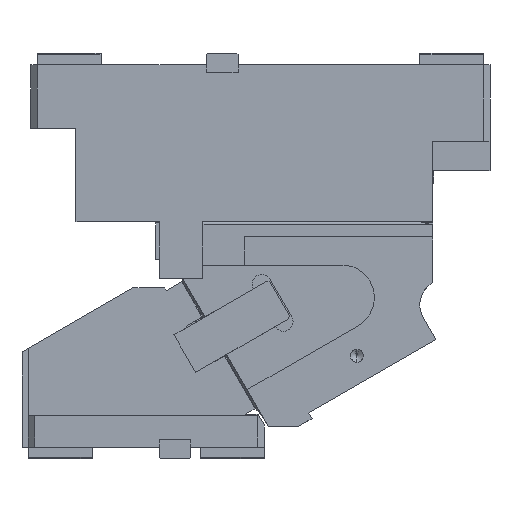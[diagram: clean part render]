
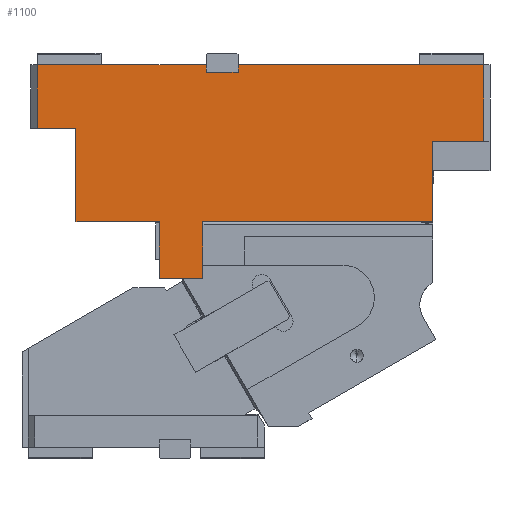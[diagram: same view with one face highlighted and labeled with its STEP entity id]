
A CAD part, front view. The second image highlights one B-rep face of the part: STEP entity #1100.
In plain terms, the highlighted planar face has unit normal (0, -1, 0).
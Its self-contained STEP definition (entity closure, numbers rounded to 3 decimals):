
#129=CARTESIAN_POINT('Line Origine',(71.25,-100.,0.)) ;
#133=CARTESIAN_POINT('Vertex',(5.,-100.,0.)) ;
#135=CARTESIAN_POINT('Vertex',(137.5,-100.,0.)) ;
#505=CARTESIAN_POINT('Vertex',(5.,-100.,-50.)) ;
#510=CARTESIAN_POINT('Line Origine',(5.,-100.,-25.)) ;
#940=CARTESIAN_POINT('Line Origine',(137.5,-100.,-3.)) ;
#944=CARTESIAN_POINT('Vertex',(137.5,-100.,-6.)) ;
#959=CARTESIAN_POINT('Axis2P3D Location',(0.,-100.,0.)) ;
#964=CARTESIAN_POINT('Line Origine',(20.,-100.,-50.)) ;
#968=CARTESIAN_POINT('Vertex',(35.,-100.,-50.)) ;
#971=CARTESIAN_POINT('Line Origine',(35.,-100.,-71.54)) ;
#975=CARTESIAN_POINT('Vertex',(35.,-100.,-93.08)) ;
#978=CARTESIAN_POINT('Line Origine',(35.135,-100.,-93.08)) ;
#982=CARTESIAN_POINT('Vertex',(35.27,-100.,-93.08)) ;
#985=CARTESIAN_POINT('Line Origine',(35.27,-100.,-108.08)) ;
#989=CARTESIAN_POINT('Vertex',(35.27,-100.,-123.08)) ;
#992=CARTESIAN_POINT('Line Origine',(35.77,-100.,-123.08)) ;
#996=CARTESIAN_POINT('Vertex',(36.27,-100.,-123.08)) ;
#1000=CARTESIAN_POINT('Control Point',(100.77,-100.,-123.08)) ;
#1001=CARTESIAN_POINT('Control Point',(36.27,-100.,-123.08)) ;
#1002=CARTESIAN_POINT('Vertex',(100.77,-100.,-123.08)) ;
#1005=CARTESIAN_POINT('Line Origine',(100.77,-100.,-145.33)) ;
#1009=CARTESIAN_POINT('Vertex',(100.77,-100.,-167.58)) ;
#1012=CARTESIAN_POINT('Line Origine',(117.77,-100.,-167.58)) ;
#1016=CARTESIAN_POINT('Vertex',(134.77,-100.,-167.58)) ;
#1019=CARTESIAN_POINT('Line Origine',(134.77,-100.,-145.33)) ;
#1023=CARTESIAN_POINT('Vertex',(134.77,-100.,-123.08)) ;
#1027=CARTESIAN_POINT('Control Point',(315.27,-100.,-123.08)) ;
#1028=CARTESIAN_POINT('Control Point',(134.77,-100.,-123.08)) ;
#1029=CARTESIAN_POINT('Vertex',(315.27,-100.,-123.08)) ;
#1033=CARTESIAN_POINT('Control Point',(315.27,-100.,-93.08)) ;
#1034=CARTESIAN_POINT('Control Point',(315.27,-100.,-123.08)) ;
#1035=CARTESIAN_POINT('Vertex',(315.27,-100.,-93.08)) ;
#1038=CARTESIAN_POINT('Line Origine',(315.27,-100.,-76.59)) ;
#1042=CARTESIAN_POINT('Vertex',(315.27,-100.,-60.1)) ;
#1045=CARTESIAN_POINT('Line Origine',(335.135,-100.,-60.1)) ;
#1049=CARTESIAN_POINT('Vertex',(355.,-100.,-60.1)) ;
#1052=CARTESIAN_POINT('Line Origine',(355.,-100.,-30.05)) ;
#1056=CARTESIAN_POINT('Vertex',(355.,-100.,0.)) ;
#1059=CARTESIAN_POINT('Line Origine',(258.75,-100.,0.)) ;
#1063=CARTESIAN_POINT('Vertex',(162.5,-100.,0.)) ;
#1066=CARTESIAN_POINT('Line Origine',(162.5,-100.,-3.)) ;
#1070=CARTESIAN_POINT('Vertex',(162.5,-100.,-6.)) ;
#1073=CARTESIAN_POINT('Line Origine',(150.,-100.,-6.)) ;
#130=DIRECTION('Vector Direction',(1.,0.,0.)) ;
#511=DIRECTION('Vector Direction',(0.,0.,-1.)) ;
#941=DIRECTION('Vector Direction',(0.,0.,-1.)) ;
#960=DIRECTION('Axis2P3D Direction',(0.,1.,0.)) ;
#961=DIRECTION('Axis2P3D XDirection',(0.,0.,1.)) ;
#965=DIRECTION('Vector Direction',(1.,0.,0.)) ;
#972=DIRECTION('Vector Direction',(0.,0.,-1.)) ;
#979=DIRECTION('Vector Direction',(-1.,0.,0.)) ;
#986=DIRECTION('Vector Direction',(0.,0.,1.)) ;
#993=DIRECTION('Vector Direction',(1.,0.,0.)) ;
#1006=DIRECTION('Vector Direction',(0.,0.,1.)) ;
#1013=DIRECTION('Vector Direction',(1.,0.,0.)) ;
#1020=DIRECTION('Vector Direction',(0.,0.,1.)) ;
#1039=DIRECTION('Vector Direction',(0.,0.,1.)) ;
#1046=DIRECTION('Vector Direction',(1.,0.,0.)) ;
#1053=DIRECTION('Vector Direction',(0.,0.,1.)) ;
#1060=DIRECTION('Vector Direction',(1.,0.,0.)) ;
#1067=DIRECTION('Vector Direction',(0.,0.,-1.)) ;
#1074=DIRECTION('Vector Direction',(-1.,0.,0.)) ;
#962=AXIS2_PLACEMENT_3D('Plane Axis2P3D',#959,#960,#961) ;
#1079=ORIENTED_EDGE('',*,*,#946,.F.) ;
#1080=ORIENTED_EDGE('',*,*,#137,.F.) ;
#1081=ORIENTED_EDGE('',*,*,#514,.T.) ;
#1082=ORIENTED_EDGE('',*,*,#970,.T.) ;
#1083=ORIENTED_EDGE('',*,*,#977,.T.) ;
#1084=ORIENTED_EDGE('',*,*,#984,.F.) ;
#1085=ORIENTED_EDGE('',*,*,#991,.F.) ;
#1086=ORIENTED_EDGE('',*,*,#998,.T.) ;
#1087=ORIENTED_EDGE('',*,*,#1004,.T.) ;
#1088=ORIENTED_EDGE('',*,*,#1011,.F.) ;
#1089=ORIENTED_EDGE('',*,*,#1018,.T.) ;
#1090=ORIENTED_EDGE('',*,*,#1025,.T.) ;
#1091=ORIENTED_EDGE('',*,*,#1031,.T.) ;
#1092=ORIENTED_EDGE('',*,*,#1037,.T.) ;
#1093=ORIENTED_EDGE('',*,*,#1044,.T.) ;
#1094=ORIENTED_EDGE('',*,*,#1051,.T.) ;
#1095=ORIENTED_EDGE('',*,*,#1058,.T.) ;
#1096=ORIENTED_EDGE('',*,*,#1065,.F.) ;
#1097=ORIENTED_EDGE('',*,*,#1072,.F.) ;
#1098=ORIENTED_EDGE('',*,*,#1077,.F.) ;
#131=VECTOR('Line Direction',#130,1.) ;
#512=VECTOR('Line Direction',#511,1.) ;
#942=VECTOR('Line Direction',#941,1.) ;
#966=VECTOR('Line Direction',#965,1.) ;
#973=VECTOR('Line Direction',#972,1.) ;
#980=VECTOR('Line Direction',#979,1.) ;
#987=VECTOR('Line Direction',#986,1.) ;
#994=VECTOR('Line Direction',#993,1.) ;
#1007=VECTOR('Line Direction',#1006,1.) ;
#1014=VECTOR('Line Direction',#1013,1.) ;
#1021=VECTOR('Line Direction',#1020,1.) ;
#1040=VECTOR('Line Direction',#1039,1.) ;
#1047=VECTOR('Line Direction',#1046,1.) ;
#1054=VECTOR('Line Direction',#1053,1.) ;
#1061=VECTOR('Line Direction',#1060,1.) ;
#1068=VECTOR('Line Direction',#1067,1.) ;
#1075=VECTOR('Line Direction',#1074,1.) ;
#1100=ADVANCED_FACE('CAM HOLDER',(#1099),#963,.F.) ;
#999=B_SPLINE_CURVE_WITH_KNOTS('',1,(#1000,#1001),.UNSPECIFIED.,.F.,.U.,(2,2),(214.5,279.),.UNSPECIFIED.) ;
#1026=B_SPLINE_CURVE_WITH_KNOTS('',1,(#1027,#1028),.UNSPECIFIED.,.F.,.U.,(2,2),(0.,180.5),.UNSPECIFIED.) ;
#1032=B_SPLINE_CURVE_WITH_KNOTS('',1,(#1033,#1034),.UNSPECIFIED.,.F.,.U.,(2,2),(0.,30.),.UNSPECIFIED.) ;
#137=EDGE_CURVE('',#134,#136,#132,.T.) ;
#514=EDGE_CURVE('',#134,#506,#513,.T.) ;
#946=EDGE_CURVE('',#136,#945,#943,.T.) ;
#970=EDGE_CURVE('',#506,#969,#967,.T.) ;
#977=EDGE_CURVE('',#969,#976,#974,.T.) ;
#984=EDGE_CURVE('',#983,#976,#981,.T.) ;
#991=EDGE_CURVE('',#990,#983,#988,.T.) ;
#998=EDGE_CURVE('',#990,#997,#995,.T.) ;
#1004=EDGE_CURVE('',#997,#1003,#999,.F.) ;
#1011=EDGE_CURVE('',#1010,#1003,#1008,.T.) ;
#1018=EDGE_CURVE('',#1010,#1017,#1015,.T.) ;
#1025=EDGE_CURVE('',#1017,#1024,#1022,.T.) ;
#1031=EDGE_CURVE('',#1024,#1030,#1026,.F.) ;
#1037=EDGE_CURVE('',#1030,#1036,#1032,.F.) ;
#1044=EDGE_CURVE('',#1036,#1043,#1041,.T.) ;
#1051=EDGE_CURVE('',#1043,#1050,#1048,.T.) ;
#1058=EDGE_CURVE('',#1050,#1057,#1055,.T.) ;
#1065=EDGE_CURVE('',#1064,#1057,#1062,.T.) ;
#1072=EDGE_CURVE('',#1071,#1064,#1069,.F.) ;
#1077=EDGE_CURVE('',#945,#1071,#1076,.F.) ;
#1078=EDGE_LOOP('',(#1079,#1080,#1081,#1082,#1083,#1084,#1085,#1086,#1087,#1088,#1089,#1090,#1091,#1092,#1093,#1094,#1095,#1096,#1097,#1098)) ;
#1099=FACE_OUTER_BOUND('',#1078,.T.) ;
#132=LINE('Line',#129,#131) ;
#513=LINE('Line',#510,#512) ;
#943=LINE('Line',#940,#942) ;
#967=LINE('Line',#964,#966) ;
#974=LINE('Line',#971,#973) ;
#981=LINE('Line',#978,#980) ;
#988=LINE('Line',#985,#987) ;
#995=LINE('Line',#992,#994) ;
#1008=LINE('Line',#1005,#1007) ;
#1015=LINE('Line',#1012,#1014) ;
#1022=LINE('Line',#1019,#1021) ;
#1041=LINE('Line',#1038,#1040) ;
#1048=LINE('Line',#1045,#1047) ;
#1055=LINE('Line',#1052,#1054) ;
#1062=LINE('Line',#1059,#1061) ;
#1069=LINE('Line',#1066,#1068) ;
#1076=LINE('Line',#1073,#1075) ;
#963=PLANE('Plane',#962) ;
#134=VERTEX_POINT('',#133) ;
#136=VERTEX_POINT('',#135) ;
#506=VERTEX_POINT('',#505) ;
#945=VERTEX_POINT('',#944) ;
#969=VERTEX_POINT('',#968) ;
#976=VERTEX_POINT('',#975) ;
#983=VERTEX_POINT('',#982) ;
#990=VERTEX_POINT('',#989) ;
#997=VERTEX_POINT('',#996) ;
#1003=VERTEX_POINT('',#1002) ;
#1010=VERTEX_POINT('',#1009) ;
#1017=VERTEX_POINT('',#1016) ;
#1024=VERTEX_POINT('',#1023) ;
#1030=VERTEX_POINT('',#1029) ;
#1036=VERTEX_POINT('',#1035) ;
#1043=VERTEX_POINT('',#1042) ;
#1050=VERTEX_POINT('',#1049) ;
#1057=VERTEX_POINT('',#1056) ;
#1064=VERTEX_POINT('',#1063) ;
#1071=VERTEX_POINT('',#1070) ;
